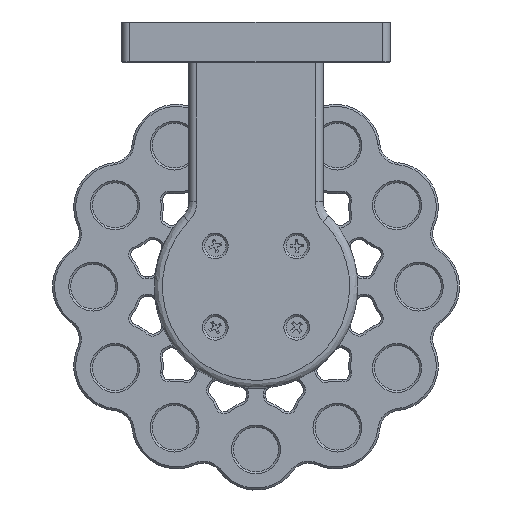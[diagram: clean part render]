
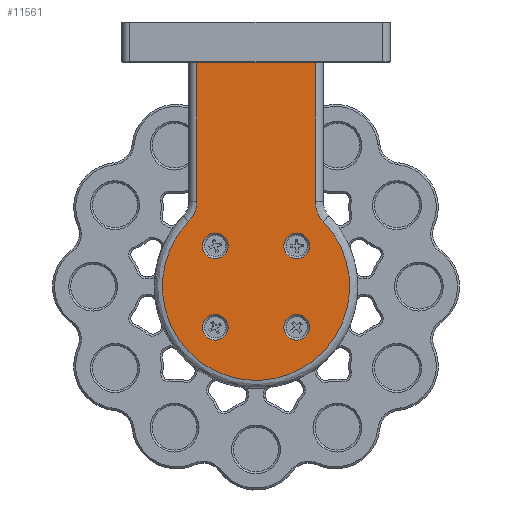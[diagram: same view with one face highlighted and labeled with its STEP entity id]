
A CAD part, front view. The second image highlights one B-rep face of the part: STEP entity #11561.
In plain terms, the highlighted planar face has unit normal (0, -1, 0).
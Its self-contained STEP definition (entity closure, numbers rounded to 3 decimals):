
#69 = ORIENTED_EDGE ( 'NONE', *, *, #18859, .F. ) ;
#116 = VECTOR ( 'NONE', #4116, 1000. ) ;
#352 = VERTEX_POINT ( 'NONE', #16630 ) ;
#2300 = EDGE_CURVE ( 'NONE', #18623, #352, #22063, .T. ) ;
#2345 = LINE ( 'NONE', #32857, #11672 ) ;
#2433 = CARTESIAN_POINT ( 'NONE',  ( -47.054, -2.797, 86.041 ) ) ;
#2975 = EDGE_LOOP ( 'NONE', ( #4466 ) ) ;
#3084 = CARTESIAN_POINT ( 'NONE',  ( -40.571, -2.797, 60. ) ) ;
#3221 =( BOUNDED_CURVE ( )  B_SPLINE_CURVE ( 3, ( #24039, #6694, #31687, #9352, #29531, #6377, #31864 ),
 .UNSPECIFIED., .F., .F. ) 
 B_SPLINE_CURVE_WITH_KNOTS ( ( 4, 3, 4 ),
 ( 0., 0.5, 1. ),
 .UNSPECIFIED. ) 
 CURVE ( )  GEOMETRIC_REPRESENTATION_ITEM ( )  RATIONAL_B_SPLINE_CURVE ( ( 1., 0.593, 0.593, 1., 0.593, 0.593, 1. ) ) 
 REPRESENTATION_ITEM ( '' )  );
#3267 = CARTESIAN_POINT ( 'NONE',  ( -14.087, -2.797, 86.041 ) ) ;
#3377 = DIRECTION ( 'NONE',  ( 0., -1., 0. ) ) ;
#3472 = CARTESIAN_POINT ( 'NONE',  ( -45.071, -2.797, 90.922 ) ) ;
#3866 = PLANE ( 'NONE',  #13442 ) ;
#3972 = ORIENTED_EDGE ( 'NONE', *, *, #2300, .F. ) ;
#4116 = DIRECTION ( 'NONE',  ( 1., 0., 0. ) ) ;
#4229 = CARTESIAN_POINT ( 'NONE',  ( -16.071, -2.797, 70. ) ) ;
#4466 = ORIENTED_EDGE ( 'NONE', *, *, #31893, .F. ) ;
#5277 = AXIS2_PLACEMENT_3D ( 'NONE', #18746, #28907, #6061 ) ;
#5882 = DIRECTION ( 'NONE',  ( 0., 0., -1. ) ) ;
#5997 = VERTEX_POINT ( 'NONE', #18831 ) ;
#6061 = DIRECTION ( 'NONE',  ( 0., 0., -1. ) ) ;
#6377 = CARTESIAN_POINT ( 'NONE',  ( -63.677, -2.797, 68.958 ) ) ;
#6457 = VERTEX_POINT ( 'NONE', #26635 ) ;
#6694 = CARTESIAN_POINT ( 'NONE',  ( 2.536, -2.797, 68.958 ) ) ;
#7601 = VERTEX_POINT ( 'NONE', #9765 ) ;
#7731 = ORIENTED_EDGE ( 'NONE', *, *, #32531, .F. ) ;
#7921 = DIRECTION ( 'NONE',  ( 0., 0., -1. ) ) ;
#8812 = ORIENTED_EDGE ( 'NONE', *, *, #10876, .F. ) ;
#9352 = CARTESIAN_POINT ( 'NONE',  ( -30.571, -2.797, 47. ) ) ;
#9463 = AXIS2_PLACEMENT_3D ( 'NONE', #13711, #3377, #5882 ) ;
#9765 = CARTESIAN_POINT ( 'NONE',  ( -20.571, -2.797, 76.85 ) ) ;
#10579 = DIRECTION ( 'NONE',  ( 0., 0., -1. ) ) ;
#10861 = EDGE_CURVE ( 'NONE', #352, #30621, #26007, .T. ) ;
#10876 = EDGE_CURVE ( 'NONE', #11050, #18623, #11440, .T. ) ;
#10959 = CARTESIAN_POINT ( 'NONE',  ( -40.571, -2.797, 56.85 ) ) ;
#11050 = VERTEX_POINT ( 'NONE', #27775 ) ;
#11440 = LINE ( 'NONE', #26960, #116 ) ;
#11561 = ADVANCED_FACE ( 'NONE', ( #24551, #31877, #26710, #31700, #18884 ), #3866, .F. ) ;
#11672 = VECTOR ( 'NONE', #15178, 1000. ) ;
#12116 = CARTESIAN_POINT ( 'NONE',  ( -16.071, -2.797, 89.075 ) ) ;
#12199 = VECTOR ( 'NONE', #32887, 1000. ) ;
#12290 = ORIENTED_EDGE ( 'NONE', *, *, #18700, .F. ) ;
#13238 = DIRECTION ( 'NONE',  ( 0., -1., 0. ) ) ;
#13442 = AXIS2_PLACEMENT_3D ( 'NONE', #23899, #14383, #21397 ) ;
#13633 = EDGE_LOOP ( 'NONE', ( #3972, #8812, #69, #7731, #12290, #15129 ) ) ;
#13711 = CARTESIAN_POINT ( 'NONE',  ( -20.571, -2.797, 60. ) ) ;
#14383 = DIRECTION ( 'NONE',  ( 0., 1., 0. ) ) ;
#15129 = ORIENTED_EDGE ( 'NONE', *, *, #10861, .F. ) ;
#15178 = DIRECTION ( 'NONE',  ( 0., 0., 1. ) ) ;
#16630 = CARTESIAN_POINT ( 'NONE',  ( -16.071, -2.797, 90.922 ) ) ;
#16960 = CARTESIAN_POINT ( 'NONE',  ( -14.087, -2.797, 86.041 ) ) ;
#18085 = CARTESIAN_POINT ( 'NONE',  ( -20.571, -2.797, 80. ) ) ;
#18245 = VERTEX_POINT ( 'NONE', #2433 ) ;
#18623 = VERTEX_POINT ( 'NONE', #30230 ) ;
#18700 = EDGE_CURVE ( 'NONE', #30621, #18245, #3221, .T. ) ;
#18726 = EDGE_LOOP ( 'NONE', ( #23911 ) ) ;
#18746 = CARTESIAN_POINT ( 'NONE',  ( -40.571, -2.797, 80. ) ) ;
#18831 = CARTESIAN_POINT ( 'NONE',  ( -45.071, -2.797, 90.922 ) ) ;
#18859 = EDGE_CURVE ( 'NONE', #5997, #11050, #2345, .T. ) ;
#18884 = FACE_BOUND ( 'NONE', #27708, .T. ) ;
#19380 = EDGE_LOOP ( 'NONE', ( #20910 ) ) ;
#19706 = EDGE_CURVE ( 'NONE', #26468, #26468, #22848, .T. ) ;
#19992 = EDGE_CURVE ( 'NONE', #28802, #28802, #28170, .T. ) ;
#20605 = DIRECTION ( 'NONE',  ( 0., -1., 0. ) ) ;
#20910 = ORIENTED_EDGE ( 'NONE', *, *, #26090, .F. ) ;
#20993 = CARTESIAN_POINT ( 'NONE',  ( -47.054, -2.797, 86.041 ) ) ;
#21113 = CIRCLE ( 'NONE', #25361, 3.15 ) ;
#21166 = CARTESIAN_POINT ( 'NONE',  ( -45.766, -2.797, 87.364 ) ) ;
#21397 = DIRECTION ( 'NONE',  ( 0., 0., 1. ) ) ;
#21962 = CARTESIAN_POINT ( 'NONE',  ( -15.375, -2.797, 87.364 ) ) ;
#22063 = LINE ( 'NONE', #4229, #12199 ) ;
#22848 = CIRCLE ( 'NONE', #26543, 3.15 ) ;
#23899 = CARTESIAN_POINT ( 'NONE',  ( -30.571, -2.797, 70. ) ) ;
#23911 = ORIENTED_EDGE ( 'NONE', *, *, #19992, .F. ) ;
#24039 = CARTESIAN_POINT ( 'NONE',  ( -14.087, -2.797, 86.041 ) ) ;
#24551 = FACE_OUTER_BOUND ( 'NONE', #13633, .T. ) ;
#25361 = AXIS2_PLACEMENT_3D ( 'NONE', #18085, #13238, #10579 ) ;
#25965 = CIRCLE ( 'NONE', #9463, 3.15 ) ;
#26007 =( BOUNDED_CURVE ( )  B_SPLINE_CURVE ( 3, ( #26636, #12116, #21962, #16960 ),
 .UNSPECIFIED., .F., .F. ) 
 B_SPLINE_CURVE_WITH_KNOTS ( ( 4, 4 ),
 ( 0., 1. ),
 .UNSPECIFIED. ) 
 CURVE ( )  GEOMETRIC_REPRESENTATION_ITEM ( )  RATIONAL_B_SPLINE_CURVE ( ( 1., 0.951, 0.951, 1. ) ) 
 REPRESENTATION_ITEM ( '' )  );
#26090 = EDGE_CURVE ( 'NONE', #6457, #6457, #25965, .T. ) ;
#26468 = VERTEX_POINT ( 'NONE', #10959 ) ;
#26543 = AXIS2_PLACEMENT_3D ( 'NONE', #3084, #20605, #7921 ) ;
#26635 = CARTESIAN_POINT ( 'NONE',  ( -20.571, -2.797, 56.85 ) ) ;
#26636 = CARTESIAN_POINT ( 'NONE',  ( -16.071, -2.797, 90.922 ) ) ;
#26710 = FACE_BOUND ( 'NONE', #18726, .T. ) ;
#26960 = CARTESIAN_POINT ( 'NONE',  ( -30.571, -2.797, 125. ) ) ;
#27708 = EDGE_LOOP ( 'NONE', ( #31096 ) ) ;
#27775 = CARTESIAN_POINT ( 'NONE',  ( -45.071, -2.797, 125. ) ) ;
#28170 = CIRCLE ( 'NONE', #5277, 3.15 ) ;
#28802 = VERTEX_POINT ( 'NONE', #31450 ) ;
#28907 = DIRECTION ( 'NONE',  ( 0., -1., 0. ) ) ;
#29531 = CARTESIAN_POINT ( 'NONE',  ( -54.406, -2.797, 47. ) ) ;
#30230 = CARTESIAN_POINT ( 'NONE',  ( -16.071, -2.797, 125. ) ) ;
#30471 =( BOUNDED_CURVE ( )  B_SPLINE_CURVE ( 3, ( #20993, #21166, #31464, #3472 ),
 .UNSPECIFIED., .F., .F. ) 
 B_SPLINE_CURVE_WITH_KNOTS ( ( 4, 4 ),
 ( 0., 1. ),
 .UNSPECIFIED. ) 
 CURVE ( )  GEOMETRIC_REPRESENTATION_ITEM ( )  RATIONAL_B_SPLINE_CURVE ( ( 1., 0.951, 0.951, 1. ) ) 
 REPRESENTATION_ITEM ( '' )  );
#30621 = VERTEX_POINT ( 'NONE', #3267 ) ;
#31096 = ORIENTED_EDGE ( 'NONE', *, *, #19706, .F. ) ;
#31450 = CARTESIAN_POINT ( 'NONE',  ( -40.571, -2.797, 76.85 ) ) ;
#31464 = CARTESIAN_POINT ( 'NONE',  ( -45.071, -2.797, 89.075 ) ) ;
#31687 = CARTESIAN_POINT ( 'NONE',  ( -6.735, -2.797, 47. ) ) ;
#31700 = FACE_BOUND ( 'NONE', #2975, .T. ) ;
#31864 = CARTESIAN_POINT ( 'NONE',  ( -47.054, -2.797, 86.041 ) ) ;
#31877 = FACE_BOUND ( 'NONE', #19380, .T. ) ;
#31893 = EDGE_CURVE ( 'NONE', #7601, #7601, #21113, .T. ) ;
#32531 = EDGE_CURVE ( 'NONE', #18245, #5997, #30471, .T. ) ;
#32857 = CARTESIAN_POINT ( 'NONE',  ( -45.071, -2.797, 70. ) ) ;
#32887 = DIRECTION ( 'NONE',  ( 0., 0., -1. ) ) ;
